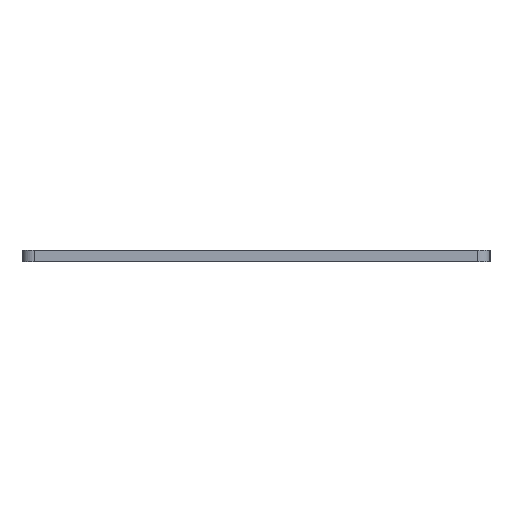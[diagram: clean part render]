
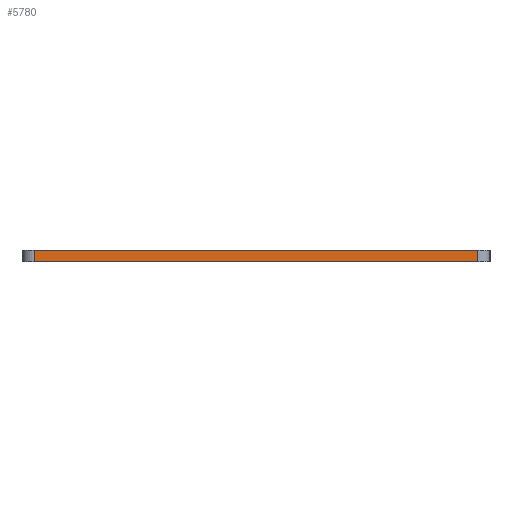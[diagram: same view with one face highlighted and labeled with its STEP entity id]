
A CAD part, left-side view. The second image highlights one B-rep face of the part: STEP entity #5780.
In plain terms, the highlighted planar face has unit normal (-1, 0, 0).
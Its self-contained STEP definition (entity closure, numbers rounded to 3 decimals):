
#1169=FACE_OUTER_BOUND('',#1788,.T.);
#1788=EDGE_LOOP('',(#5435,#5436,#5437,#5438));
#1794=LINE('',#8065,#2207);
#1874=LINE('',#8588,#2287);
#2201=LINE('',#9591,#2614);
#2202=LINE('',#9593,#2615);
#2207=VECTOR('',#6413,10.);
#2287=VECTOR('',#6859,10.);
#2614=VECTOR('',#8044,10.);
#2615=VECTOR('',#8047,10.);
#2621=VERTEX_POINT('',#8062);
#2622=VERTEX_POINT('',#8064);
#2876=VERTEX_POINT('',#8574);
#2882=VERTEX_POINT('',#8586);
#3135=EDGE_CURVE('',#2621,#2622,#1794,.T.);
#3397=EDGE_CURVE('',#2882,#2876,#1874,.T.);
#3899=EDGE_CURVE('',#2882,#2622,#2201,.T.);
#3900=EDGE_CURVE('',#2876,#2621,#2202,.T.);
#5435=ORIENTED_EDGE('',*,*,#3397,.F.);
#5436=ORIENTED_EDGE('',*,*,#3899,.T.);
#5437=ORIENTED_EDGE('',*,*,#3135,.F.);
#5438=ORIENTED_EDGE('',*,*,#3900,.F.);
#5522=PLANE('',#6399);
#5780=ADVANCED_FACE('',(#1169),#5522,.T.);
#6399=AXIS2_PLACEMENT_3D('',#9592,#8045,#8046);
#6413=DIRECTION('',(0.,-1.,0.));
#6859=DIRECTION('',(0.,1.,0.));
#8044=DIRECTION('',(0.,0.,1.));
#8045=DIRECTION('center_axis',(-1.,0.,0.));
#8046=DIRECTION('ref_axis',(0.,-1.,0.));
#8047=DIRECTION('',(0.,0.,1.));
#8062=CARTESIAN_POINT('',(-22.2,116.048,-60.5));
#8064=CARTESIAN_POINT('',(-22.2,3.07,-60.5));
#8065=CARTESIAN_POINT('',(-22.2,3.07,-60.5));
#8574=CARTESIAN_POINT('',(-22.2,116.048,-63.5));
#8586=CARTESIAN_POINT('',(-22.2,3.07,-63.5));
#8588=CARTESIAN_POINT('',(-22.2,3.07,-63.5));
#9591=CARTESIAN_POINT('',(-22.2,3.07,-63.5));
#9592=CARTESIAN_POINT('Origin',(-22.2,116.048,-63.5));
#9593=CARTESIAN_POINT('',(-22.2,116.048,-63.5));
